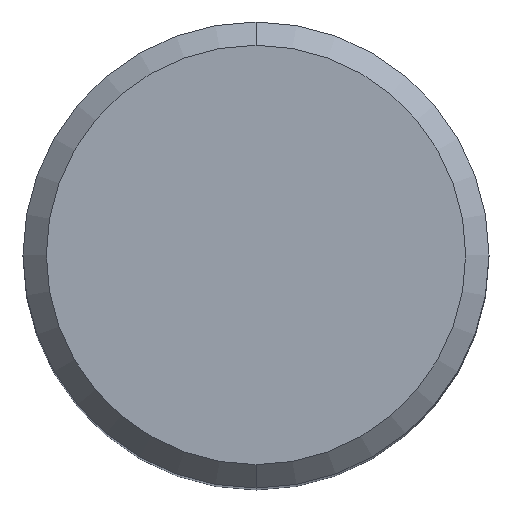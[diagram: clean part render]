
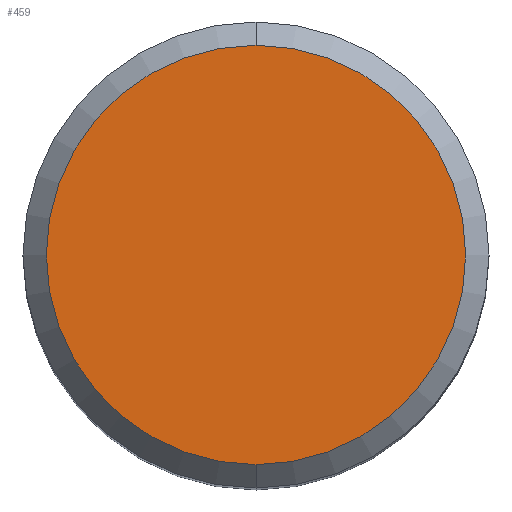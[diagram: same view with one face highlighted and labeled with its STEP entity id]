
A CAD part, top view. The second image highlights one B-rep face of the part: STEP entity #459.
In plain terms, the highlighted planar face has unit normal (0, 0, 1).
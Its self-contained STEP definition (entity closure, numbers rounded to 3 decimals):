
#225=VERTEX_POINT('',#539);
#287=EDGE_CURVE('',#461,#225,#607,.T.);
#381=EDGE_CURVE('',#225,#461,#709,.T.);
#459=ADVANCED_FACE('',(#795),#796,.T.);
#461=VERTEX_POINT('',#798);
#539=CARTESIAN_POINT('',(0.0,9.0,0.0));
#607=CIRCLE('',#1075,9.0);
#709=CIRCLE('',#1387,9.0);
#795=FACE_OUTER_BOUND('',#1600,.T.);
#796=PLANE('',#1601);
#798=CARTESIAN_POINT('',(0.,-9.0,0.0));
#1075=AXIS2_PLACEMENT_3D('',#1761,#1762,#1763);
#1387=AXIS2_PLACEMENT_3D('',#1856,#1857,#1858);
#1600=EDGE_LOOP('',(#1963,#1964));
#1601=AXIS2_PLACEMENT_3D('',#1965,#1966,#1967);
#1761=CARTESIAN_POINT('',(0.0,0.0,0.0));
#1762=DIRECTION('',(0.0,0.0,-1.0));
#1763=DIRECTION('',(0.0,1.0,0.0));
#1856=CARTESIAN_POINT('',(0.0,0.0,0.0));
#1857=DIRECTION('',(0.0,0.0,-1.0));
#1858=DIRECTION('',(0.0,1.0,0.0));
#1963=ORIENTED_EDGE('',*,*,#381,.F.);
#1964=ORIENTED_EDGE('',*,*,#287,.F.);
#1965=CARTESIAN_POINT('',(0.0,4.5,0.0));
#1966=DIRECTION('',(-0.0,0.0,1.0));
#1967=DIRECTION('',(0.0,-1.0,0.0));
